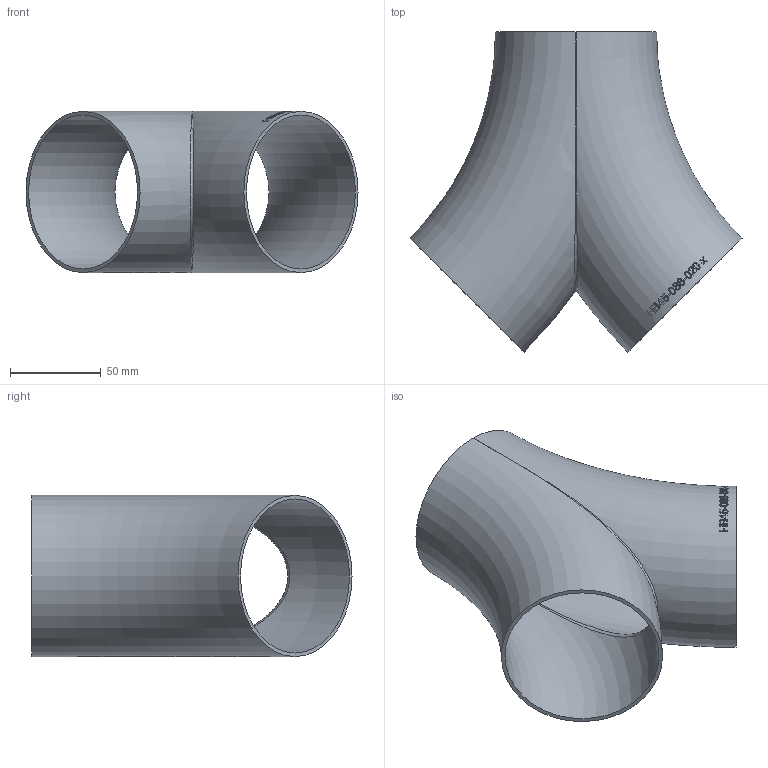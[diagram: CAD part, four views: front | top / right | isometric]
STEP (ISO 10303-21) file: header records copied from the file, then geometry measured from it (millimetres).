
FILE_DESCRIPTION (( 'STEP AP214' ), '1' );
FILE_NAME ('HB45-088-020-x Hosenbogen 45° 2006.STEP', '2020-05-29T09:01:52', ( '' ), ( '' ), 'SwSTEP 2.0', 'SolidWorks 2019', '' );
FILE_SCHEMA (( 'AUTOMOTIVE_DESIGN' ));
Length unit declared in the file: millimetre
Products named in the file (1): HB45-088-020-x Hosenbogen 45° 2006
Bounding box: 182.95 x 176.39 x 88.9 mm (x, y, z)
Volume: 115374.1 mm3; surface area: 116865.4 mm2
Topology: 1 solids, 1 shells, 196 faces, 514 edges, 338 vertices
Faces by surface type: bspline 165, torus 28, plane 3
Entity records: 28528 total; most frequent: CARTESIAN_POINT 23241, ORIENTED_EDGE 1002, EDGE_CURVE 501, B_SPLINE_CURVE_WITH_KNOTS 493, VERTEX_POINT 334, EDGE_LOOP 227, FACE_OUTER_BOUND 200, ADVANCED_FACE 196
